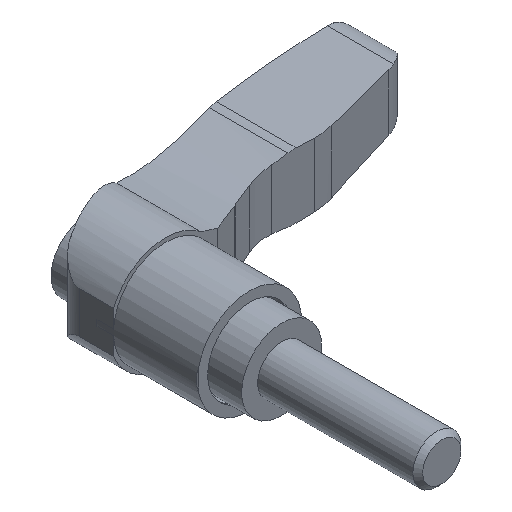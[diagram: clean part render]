
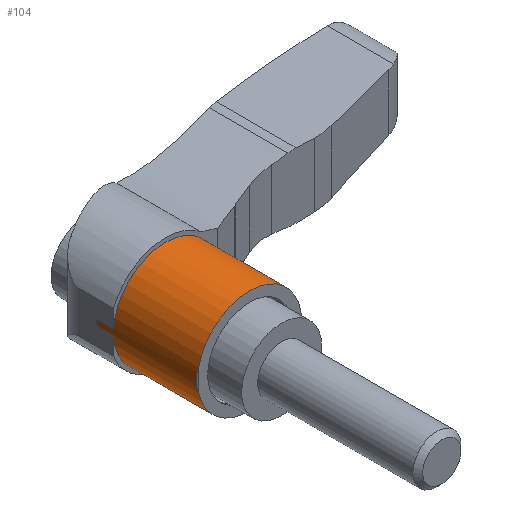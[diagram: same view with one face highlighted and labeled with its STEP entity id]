
A CAD part, isometric view. The second image highlights one B-rep face of the part: STEP entity #104.
In plain terms, the highlighted cylindrical face has radius 6.5 mm (diameter 13 mm), a full revolution.
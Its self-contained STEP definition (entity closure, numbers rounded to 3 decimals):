
#104 = ADVANCED_FACE( '', ( #247, #248 ), #249, .T. );
#247 = FACE_OUTER_BOUND( '', #437, .T. );
#248 = FACE_OUTER_BOUND( '', #438, .T. );
#249 = CYLINDRICAL_SURFACE( '', #439, 6.5 );
#437 = EDGE_LOOP( '', ( #689, #690, #691, #692 ) );
#438 = EDGE_LOOP( '', ( #693, #694 ) );
#439 = AXIS2_PLACEMENT_3D( '', #695, #696, #697 );
#689 = ORIENTED_EDGE( '', *, *, #1132, .F. );
#690 = ORIENTED_EDGE( '', *, *, #1107, .T. );
#691 = ORIENTED_EDGE( '', *, *, #1133, .T. );
#692 = ORIENTED_EDGE( '', *, *, #1109, .T. );
#693 = ORIENTED_EDGE( '', *, *, #1074, .T. );
#694 = ORIENTED_EDGE( '', *, *, #1134, .T. );
#695 = CARTESIAN_POINT( '', ( -0.01, 16.563, 0. ) );
#696 = DIRECTION( '', ( 0., -1., 0. ) );
#697 = DIRECTION( '', ( -1., 0., 0. ) );
#1074 = EDGE_CURVE( '', #1266, #1267, #1268, .T. );
#1107 = EDGE_CURVE( '', #1326, #1324, #1327, .F. );
#1109 = EDGE_CURVE( '', #1316, #1328, #1330, .T. );
#1132 = EDGE_CURVE( '', #1326, #1328, #1367, .T. );
#1133 = EDGE_CURVE( '', #1324, #1316, #1368, .F. );
#1134 = EDGE_CURVE( '', #1267, #1266, #1369, .T. );
#1266 = VERTEX_POINT( '', #1573 );
#1267 = VERTEX_POINT( '', #1574 );
#1268 = ELLIPSE( '', #1575, 9.192, 6.5 );
#1316 = VERTEX_POINT( '', #1644 );
#1324 = VERTEX_POINT( '', #1656 );
#1326 = VERTEX_POINT( '', #1659 );
#1327 = LINE( '', #1660, #1661 );
#1328 = VERTEX_POINT( '', #1662 );
#1330 = LINE( '', #1665, #1666 );
#1367 = CIRCLE( '', #1746, 6.5 );
#1368 = CIRCLE( '', #1747, 6.5 );
#1369 = CIRCLE( '', #1748, 6.5 );
#1573 = CARTESIAN_POINT( '', ( -6.36, 4., -1.388 ) );
#1574 = CARTESIAN_POINT( '', ( -6.36, 4., 1.388 ) );
#1575 = AXIS2_PLACEMENT_3D( '', #2124, #2125, #2126 );
#1644 = CARTESIAN_POINT( '', ( -6.5, 14.5, 0.36 ) );
#1656 = CARTESIAN_POINT( '', ( -6.5, 14.5, -0.36 ) );
#1659 = CARTESIAN_POINT( '', ( -6.5, 16.563, -0.36 ) );
#1660 = CARTESIAN_POINT( '', ( -6.5, 16.563, -0.36 ) );
#1661 = VECTOR( '', #2162, 1000. );
#1662 = CARTESIAN_POINT( '', ( -6.5, 16.563, 0.36 ) );
#1665 = CARTESIAN_POINT( '', ( -6.5, 16.563, 0.36 ) );
#1666 = VECTOR( '', #2164, 1000. );
#1746 = AXIS2_PLACEMENT_3D( '', #2202, #2203, #2204 );
#1747 = AXIS2_PLACEMENT_3D( '', #2205, #2206, #2207 );
#1748 = AXIS2_PLACEMENT_3D( '', #2208, #2209, #2210 );
#2124 = CARTESIAN_POINT( '', ( -0.01, -2.35, 0. ) );
#2125 = DIRECTION( '', ( 0.707, 0.707, 0. ) );
#2126 = DIRECTION( '', ( -0.707, 0.707, 0. ) );
#2162 = DIRECTION( '', ( 0., 1., 0. ) );
#2164 = DIRECTION( '', ( 0., 1., 0. ) );
#2202 = CARTESIAN_POINT( '', ( -0.01, 16.563, 0. ) );
#2203 = DIRECTION( '', ( 0., 1., 0. ) );
#2204 = DIRECTION( '', ( -1., 0., 0. ) );
#2205 = CARTESIAN_POINT( '', ( -0.01, 14.5, 0. ) );
#2206 = DIRECTION( '', ( 0., 1., 0. ) );
#2207 = DIRECTION( '', ( 0., 0., 1. ) );
#2208 = CARTESIAN_POINT( '', ( -0.01, 4., 0. ) );
#2209 = DIRECTION( '', ( 0., 1., 0. ) );
#2210 = DIRECTION( '', ( -1., 0., 0. ) );
